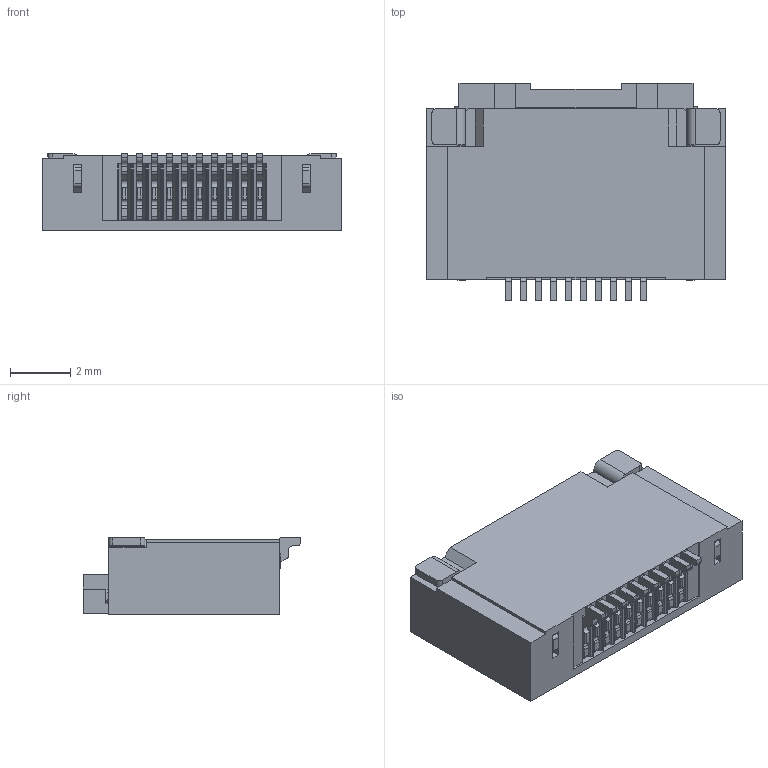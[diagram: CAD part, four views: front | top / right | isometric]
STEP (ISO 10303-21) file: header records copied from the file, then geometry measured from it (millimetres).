
FILE_DESCRIPTION((''),'2;1');
FILE_NAME('FPC05-255H-COVER-10P_ASM','2022-12-19T16:27:46',('Administrator'),(''),'CREO PARAMETRIC BY PTC INC, 2020033','CREO PARAMETRIC BY PTC INC, 2020033','');
FILE_SCHEMA(('CONFIG_CONTROL_DESIGN'));
Length unit declared in the file: millimetre
Products named in the file (1): FPC05-255H-COVER-10P_ASM
Bounding box: 9.95 x 7.25 x 2.55 mm (x, y, z)
Volume: 106 mm3; surface area: 573.5 mm2
Topology: 1 solids, 1 shells, 1099 faces, 3354 edges, 2181 vertices
Faces by surface type: plane 645, cylinder 412, sphere 20, torus 20, bspline 2
Entity records: 38052 total; most frequent: CARTESIAN_POINT 7369, ORIENTED_EDGE 6708, DIRECTION 6265, EDGE_CURVE 3354, VECTOR 2409, LINE 2409, VERTEX_POINT 2181, AXIS2_PLACEMENT_3D 1928
